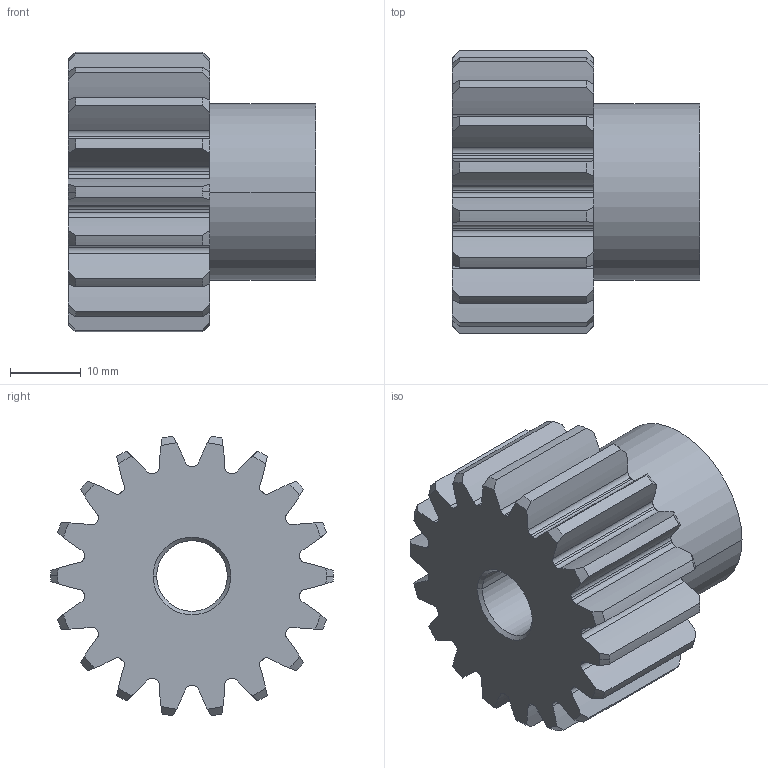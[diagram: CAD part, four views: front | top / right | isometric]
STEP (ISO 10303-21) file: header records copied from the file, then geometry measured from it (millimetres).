
FILE_DESCRIPTION(('STEP AP214'),'1');
FILE_NAME('gear_m2z18-a.stp','2017-04-16T21:35:47',('TraceParts'),('TraceParts S.A.'),'Spatial InterOp 3D',' ',' ');
FILE_SCHEMA(('automotive_design'));
Length unit declared in the file: millimetre
Products named in the file (1): gear_m2z18-a
Bounding box: 35 x 40 x 39.63 mm (x, y, z)
Volume: 24432.5 mm3; surface area: 8413.8 mm2
Topology: 1 solids, 1 shells, 159 faces, 464 edges, 308 vertices
Faces by surface type: cylinder 112, cone 44, plane 3
Entity records: 6926 total; most frequent: CARTESIAN_POINT 1292, DIRECTION 984, ORIENTED_EDGE 928, EDGE_CURVE 464, AXIS2_PLACEMENT_3D 432, VERTEX_POINT 308, CIRCLE 272, EDGE_LOOP 162
